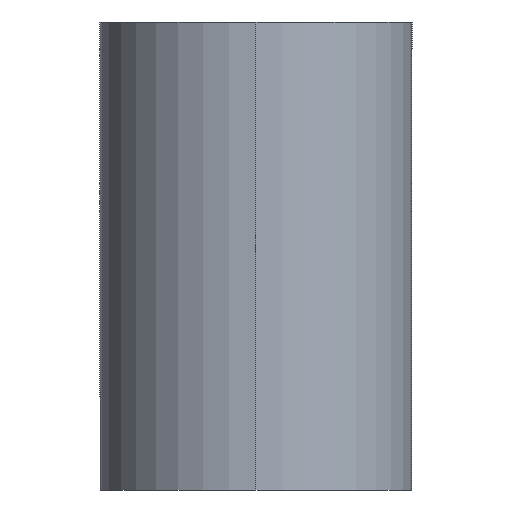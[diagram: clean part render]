
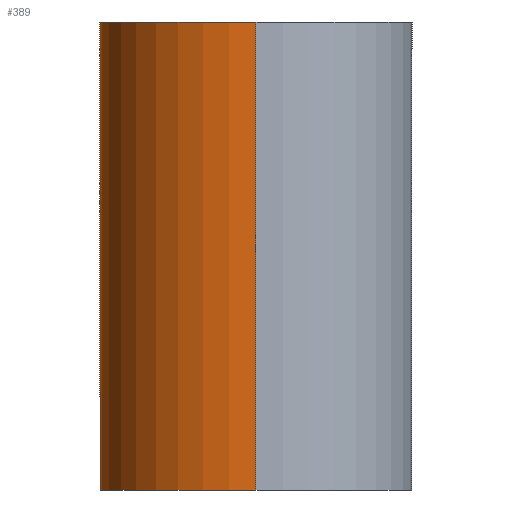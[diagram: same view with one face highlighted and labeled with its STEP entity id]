
A CAD part, left-side view. The second image highlights one B-rep face of the part: STEP entity #389.
In plain terms, the highlighted cylindrical face has radius 10 mm (diameter 20 mm), a partial arc.
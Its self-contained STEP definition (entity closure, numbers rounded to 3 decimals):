
#31 = AXIS2_PLACEMENT_3D ( 'NONE', #160, #322, #225 ) ;
#36 = EDGE_CURVE ( 'NONE', #176, #55, #310, .T. ) ;
#41 = FACE_OUTER_BOUND ( 'NONE', #201, .T. ) ;
#51 = DIRECTION ( 'NONE',  ( 1., 0., 0. ) ) ;
#53 = CIRCLE ( 'NONE', #31, 10. ) ;
#55 = VERTEX_POINT ( 'NONE', #282 ) ;
#66 = DIRECTION ( 'NONE',  ( 1., 0., 0. ) ) ;
#67 = EDGE_CURVE ( 'NONE', #208, #144, #121, .T. ) ;
#68 = CARTESIAN_POINT ( 'NONE',  ( -46.135, 14.648, 20. ) ) ;
#69 = CARTESIAN_POINT ( 'NONE',  ( -56.135, 4.648, -5. ) ) ;
#72 = EDGE_CURVE ( 'NONE', #212, #404, #215, .T. ) ;
#80 = ORIENTED_EDGE ( 'NONE', *, *, #102, .F. ) ;
#84 = EDGE_CURVE ( 'NONE', #144, #404, #244, .T. ) ;
#86 = DIRECTION ( 'NONE',  ( 0., 0., 1. ) ) ;
#88 = CARTESIAN_POINT ( 'NONE',  ( -36.135, 4.648, 20. ) ) ;
#89 = VECTOR ( 'NONE', #286, 1000. ) ;
#102 = EDGE_CURVE ( 'NONE', #176, #208, #291, .T. ) ;
#111 = ORIENTED_EDGE ( 'NONE', *, *, #67, .F. ) ;
#114 = CYLINDRICAL_SURFACE ( 'NONE', #172, 10. ) ;
#116 = ORIENTED_EDGE ( 'NONE', *, *, #84, .F. ) ;
#121 = LINE ( 'NONE', #374, #359 ) ;
#127 = DIRECTION ( 'NONE',  ( 0., 0., -1. ) ) ;
#128 = CARTESIAN_POINT ( 'NONE',  ( -46.135, 4.648, 25. ) ) ;
#135 = CARTESIAN_POINT ( 'NONE',  ( -46.135, 14.648, 20. ) ) ;
#144 = VERTEX_POINT ( 'NONE', #69 ) ;
#146 = VECTOR ( 'NONE', #151, 1000. ) ;
#151 = DIRECTION ( 'NONE',  ( 0., 0., -1. ) ) ;
#156 = DIRECTION ( 'NONE',  ( 0., 0., -1. ) ) ;
#160 = CARTESIAN_POINT ( 'NONE',  ( -46.135, 4.648, 0. ) ) ;
#166 = CIRCLE ( 'NONE', #279, 10. ) ;
#168 = EDGE_CURVE ( 'NONE', #55, #251, #166, .T. ) ;
#172 = AXIS2_PLACEMENT_3D ( 'NONE', #233, #339, #266 ) ;
#176 = VERTEX_POINT ( 'NONE', #290 ) ;
#180 = EDGE_CURVE ( 'NONE', #251, #304, #189, .T. ) ;
#184 = ORIENTED_EDGE ( 'NONE', *, *, #72, .T. ) ;
#188 = DIRECTION ( 'NONE',  ( 0., 0., -1. ) ) ;
#189 = LINE ( 'NONE', #68, #89 ) ;
#190 = CARTESIAN_POINT ( 'NONE',  ( -56.135, 4.648, 25. ) ) ;
#191 = VECTOR ( 'NONE', #156, 1000. ) ;
#201 = EDGE_LOOP ( 'NONE', ( #80, #350, #202, #238, #217, #184, #116, #111 ) ) ;
#202 = ORIENTED_EDGE ( 'NONE', *, *, #168, .T. ) ;
#206 = AXIS2_PLACEMENT_3D ( 'NONE', #128, #86, #51 ) ;
#208 = VERTEX_POINT ( 'NONE', #190 ) ;
#212 = VERTEX_POINT ( 'NONE', #222 ) ;
#215 = LINE ( 'NONE', #88, #146 ) ;
#217 = ORIENTED_EDGE ( 'NONE', *, *, #227, .T. ) ;
#220 = CARTESIAN_POINT ( 'NONE',  ( -46.135, 4.648, 20. ) ) ;
#222 = CARTESIAN_POINT ( 'NONE',  ( -36.135, 4.648, 0. ) ) ;
#223 = AXIS2_PLACEMENT_3D ( 'NONE', #378, #188, #317 ) ;
#225 = DIRECTION ( 'NONE',  ( -1., 0., 0. ) ) ;
#226 = DIRECTION ( 'NONE',  ( 0., 0., 1. ) ) ;
#227 = EDGE_CURVE ( 'NONE', #304, #212, #53, .T. ) ;
#233 = CARTESIAN_POINT ( 'NONE',  ( -46.135, 4.648, 20. ) ) ;
#238 = ORIENTED_EDGE ( 'NONE', *, *, #180, .T. ) ;
#244 = CIRCLE ( 'NONE', #223, 10. ) ;
#251 = VERTEX_POINT ( 'NONE', #135 ) ;
#266 = DIRECTION ( 'NONE',  ( -1., 0., 0. ) ) ;
#279 = AXIS2_PLACEMENT_3D ( 'NONE', #220, #226, #66 ) ;
#282 = CARTESIAN_POINT ( 'NONE',  ( -36.135, 4.648, 20. ) ) ;
#286 = DIRECTION ( 'NONE',  ( 0., 0., -1. ) ) ;
#290 = CARTESIAN_POINT ( 'NONE',  ( -36.135, 4.648, 25. ) ) ;
#291 = CIRCLE ( 'NONE', #206, 10. ) ;
#303 = CARTESIAN_POINT ( 'NONE',  ( -36.135, 4.648, -5. ) ) ;
#304 = VERTEX_POINT ( 'NONE', #391 ) ;
#310 = LINE ( 'NONE', #370, #191 ) ;
#317 = DIRECTION ( 'NONE',  ( -1., 0., 0. ) ) ;
#322 = DIRECTION ( 'NONE',  ( 0., 0., -1. ) ) ;
#339 = DIRECTION ( 'NONE',  ( 0., 0., -1. ) ) ;
#350 = ORIENTED_EDGE ( 'NONE', *, *, #36, .T. ) ;
#359 = VECTOR ( 'NONE', #127, 1000. ) ;
#370 = CARTESIAN_POINT ( 'NONE',  ( -36.135, 4.648, 20. ) ) ;
#374 = CARTESIAN_POINT ( 'NONE',  ( -56.135, 4.648, 20. ) ) ;
#378 = CARTESIAN_POINT ( 'NONE',  ( -46.135, 4.648, -5. ) ) ;
#389 = ADVANCED_FACE ( 'NONE', ( #41 ), #114, .T. ) ;
#391 = CARTESIAN_POINT ( 'NONE',  ( -46.135, 14.648, 0. ) ) ;
#404 = VERTEX_POINT ( 'NONE', #303 ) ;
